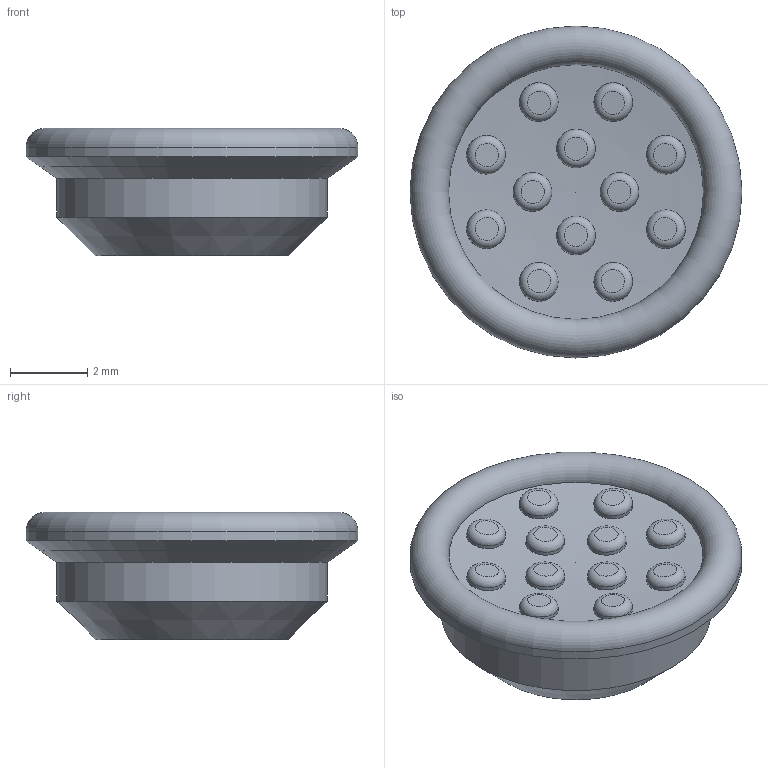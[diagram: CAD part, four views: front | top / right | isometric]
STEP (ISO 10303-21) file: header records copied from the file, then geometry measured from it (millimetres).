
FILE_DESCRIPTION(/* description */ ('','CAx-IF Rec.Pracs.---Representation and Presentation of Product Manufacturing Information (PMI)---4.0---2014-10-13'),/* implementation_level */ '2;1');
FILE_NAME(/* name */ 'SuperLowSoftRim17S v2.step',/* time_stamp */ '2025-03-28T15:29:52+09:00',/* author */ (''),/* organization */ (''),/* preprocessor_version */ 'ST-DEVELOPER v20',/* originating_system */ 'Autodesk Translation Framework v13.20.0.188',/* authorisation */ '');
FILE_SCHEMA (('AP242_MANAGED_MODEL_BASED_3D_ENGINEERING_MIM_LF { 1 0 10303 442 1 1 4 }'));
Length unit declared in the file: millimetre
Products named in the file (1): SuperLowSoftRim17S
Bounding box: 8.6 x 8.6 x 3.3 mm (x, y, z)
Volume: 107 mm3; surface area: 429.7 mm2
Topology: 3 solids, 3 shells, 91 faces, 198 edges, 126 vertices
Faces by surface type: bspline 29, plane 24, cylinder 18, torus 13, cone 6, sphere 1
Full cylindrical faces by diameter (mm): 1 x12, 4 x2, 6 x2, 7 x1, 8.6 x1
Entity records: 2816 total; most frequent: CARTESIAN_POINT 920, ORIENTED_EDGE 394, DIRECTION 331, EDGE_CURVE 197, AXIS2_PLACEMENT_3D 133, VERTEX_POINT 126, EDGE_LOOP 107, FACE_OUTER_BOUND 91
